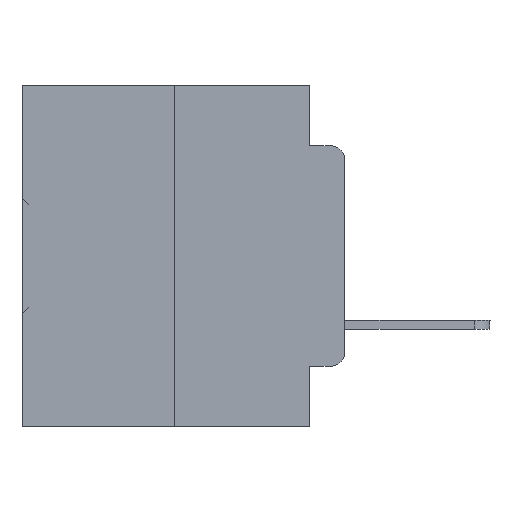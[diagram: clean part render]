
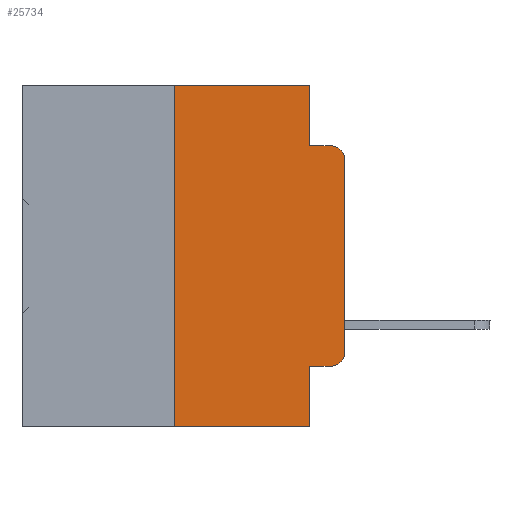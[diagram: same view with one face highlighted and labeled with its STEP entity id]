
A CAD part, left-side view. The second image highlights one B-rep face of the part: STEP entity #25734.
In plain terms, the highlighted planar face has unit normal (-1, 0, 0).
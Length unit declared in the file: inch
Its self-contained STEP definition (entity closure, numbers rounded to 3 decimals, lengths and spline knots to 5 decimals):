
#222 = DIRECTION ( 'NONE',  ( 0., 0., -1. ) ) ;
#301 = DIRECTION ( 'NONE',  ( 0., -1., 0. ) ) ;
#1195 = EDGE_CURVE ( 'NONE', #33928, #14114, #13066, .T. ) ;
#1226 = CARTESIAN_POINT ( 'NONE',  ( 0., 0.051, -0.4115 ) ) ;
#1553 = DIRECTION ( 'NONE',  ( -1., 0., 0. ) ) ;
#1742 = CARTESIAN_POINT ( 'NONE',  ( 0., 0., -0.1085 ) ) ;
#2040 = CARTESIAN_POINT ( 'NONE',  ( 0., 0.051, -0.4115 ) ) ;
#2076 = ORIENTED_EDGE ( 'NONE', *, *, #34999, .F. ) ;
#2232 = DIRECTION ( 'NONE',  ( 0., 0., -1. ) ) ;
#2240 = DIRECTION ( 'NONE',  ( 0., 0., 1. ) ) ;
#2280 = EDGE_CURVE ( 'NONE', #28918, #33928, #19588, .T. ) ;
#2539 = EDGE_CURVE ( 'NONE', #13637, #12257, #6845, .T. ) ;
#3113 = ORIENTED_EDGE ( 'NONE', *, *, #23579, .F. ) ;
#3154 = VERTEX_POINT ( 'NONE', #34534 ) ;
#3628 = CARTESIAN_POINT ( 'NONE',  ( 0., 0.473, 0. ) ) ;
#3780 = EDGE_CURVE ( 'NONE', #36261, #13637, #18601, .T. ) ;
#3974 = CARTESIAN_POINT ( 'NONE',  ( 0., 0.051, 0. ) ) ;
#5476 = EDGE_CURVE ( 'NONE', #12830, #28918, #23079, .T. ) ;
#5853 = CARTESIAN_POINT ( 'NONE',  ( 0., 0.051, 0. ) ) ;
#5964 = CARTESIAN_POINT ( 'NONE',  ( 0., 0.25, 0. ) ) ;
#6756 = CARTESIAN_POINT ( 'NONE',  ( 0., 0.25, -0.5 ) ) ;
#6845 = LINE ( 'NONE', #28407, #26172 ) ;
#7691 = DIRECTION ( 'NONE',  ( 1., 0., 0. ) ) ;
#7809 = EDGE_CURVE ( 'NONE', #29012, #16981, #12714, .T. ) ;
#8167 = EDGE_CURVE ( 'NONE', #14114, #12257, #20197, .T. ) ;
#8444 = AXIS2_PLACEMENT_3D ( 'NONE', #33599, #22272, #11294 ) ;
#9357 = ORIENTED_EDGE ( 'NONE', *, *, #5476, .T. ) ;
#9511 = VECTOR ( 'NONE', #20892, 39.37008 ) ;
#9846 = DIRECTION ( 'NONE',  ( 0., 0., -1. ) ) ;
#10773 = PLANE ( 'NONE',  #34551 ) ;
#10805 = CARTESIAN_POINT ( 'NONE',  ( 0., 0.051, -0.0885 ) ) ;
#10973 = VECTOR ( 'NONE', #20321, 39.37008 ) ;
#11174 = VECTOR ( 'NONE', #27202, 39.37008 ) ;
#11294 = DIRECTION ( 'NONE',  ( 0., 0., -1. ) ) ;
#12089 = ORIENTED_EDGE ( 'NONE', *, *, #7809, .F. ) ;
#12257 = VERTEX_POINT ( 'NONE', #26906 ) ;
#12459 = LINE ( 'NONE', #23863, #36246 ) ;
#12714 = LINE ( 'NONE', #5964, #10973 ) ;
#12830 = VERTEX_POINT ( 'NONE', #1226 ) ;
#13066 = LINE ( 'NONE', #30349, #36017 ) ;
#13623 = ORIENTED_EDGE ( 'NONE', *, *, #8167, .T. ) ;
#13637 = VERTEX_POINT ( 'NONE', #10805 ) ;
#14114 = VERTEX_POINT ( 'NONE', #1742 ) ;
#14585 = CARTESIAN_POINT ( 'NONE',  ( 0., 0.02, -0.4115 ) ) ;
#15353 = DIRECTION ( 'NONE',  ( 0., -1., 0. ) ) ;
#16507 = LINE ( 'NONE', #3974, #9511 ) ;
#16855 = ORIENTED_EDGE ( 'NONE', *, *, #24940, .T. ) ;
#16981 = VERTEX_POINT ( 'NONE', #31914 ) ;
#18598 = CARTESIAN_POINT ( 'NONE',  ( 0., 0.051, 0. ) ) ;
#18601 = LINE ( 'NONE', #5853, #31389 ) ;
#19015 = FACE_OUTER_BOUND ( 'NONE', #21482, .T. ) ;
#19588 = CIRCLE ( 'NONE', #26445, 0.02 ) ;
#20197 = CIRCLE ( 'NONE', #8444, 0.02 ) ;
#20321 = DIRECTION ( 'NONE',  ( 0., 0., 1. ) ) ;
#20390 = ORIENTED_EDGE ( 'NONE', *, *, #2280, .T. ) ;
#20892 = DIRECTION ( 'NONE',  ( 0., 0., -1. ) ) ;
#21171 = CARTESIAN_POINT ( 'NONE',  ( 0., 0.02, -0.3915 ) ) ;
#21482 = EDGE_LOOP ( 'NONE', ( #24443, #13623, #25672, #29484, #2076, #12089, #16855, #3113, #9357, #20390 ) ) ;
#22272 = DIRECTION ( 'NONE',  ( -1., 0., 0. ) ) ;
#23079 = LINE ( 'NONE', #2040, #11174 ) ;
#23579 = EDGE_CURVE ( 'NONE', #12830, #3154, #16507, .T. ) ;
#23863 = CARTESIAN_POINT ( 'NONE',  ( 0., 0.473, -0.5 ) ) ;
#24443 = ORIENTED_EDGE ( 'NONE', *, *, #1195, .T. ) ;
#24940 = EDGE_CURVE ( 'NONE', #29012, #3154, #12459, .T. ) ;
#25672 = ORIENTED_EDGE ( 'NONE', *, *, #2539, .F. ) ;
#25734 = ADVANCED_FACE ( 'NONE', ( #19015 ), #10773, .F. ) ;
#26172 = VECTOR ( 'NONE', #301, 39.37008 ) ;
#26445 = AXIS2_PLACEMENT_3D ( 'NONE', #21171, #1553, #9846 ) ;
#26906 = CARTESIAN_POINT ( 'NONE',  ( 0., 0.02, -0.0885 ) ) ;
#27202 = DIRECTION ( 'NONE',  ( 0., -1., 0. ) ) ;
#28407 = CARTESIAN_POINT ( 'NONE',  ( 0., 0.051, -0.0885 ) ) ;
#28918 = VERTEX_POINT ( 'NONE', #14585 ) ;
#29012 = VERTEX_POINT ( 'NONE', #6756 ) ;
#29484 = ORIENTED_EDGE ( 'NONE', *, *, #3780, .F. ) ;
#30349 = CARTESIAN_POINT ( 'NONE',  ( 0., 0., 0. ) ) ;
#30466 = CARTESIAN_POINT ( 'NONE',  ( 0., 0.473, 0. ) ) ;
#31389 = VECTOR ( 'NONE', #222, 39.37008 ) ;
#31817 = CARTESIAN_POINT ( 'NONE',  ( 0., 0., -0.3915 ) ) ;
#31914 = CARTESIAN_POINT ( 'NONE',  ( 0., 0.25, 0. ) ) ;
#32105 = DIRECTION ( 'NONE',  ( 0., -1., 0. ) ) ;
#33110 = VECTOR ( 'NONE', #32105, 39.37008 ) ;
#33599 = CARTESIAN_POINT ( 'NONE',  ( 0., 0.02, -0.1085 ) ) ;
#33928 = VERTEX_POINT ( 'NONE', #31817 ) ;
#34534 = CARTESIAN_POINT ( 'NONE',  ( 0., 0.051, -0.5 ) ) ;
#34551 = AXIS2_PLACEMENT_3D ( 'NONE', #30466, #7691, #2232 ) ;
#34999 = EDGE_CURVE ( 'NONE', #16981, #36261, #36201, .T. ) ;
#36017 = VECTOR ( 'NONE', #2240, 39.37008 ) ;
#36201 = LINE ( 'NONE', #3628, #33110 ) ;
#36246 = VECTOR ( 'NONE', #15353, 39.37008 ) ;
#36261 = VERTEX_POINT ( 'NONE', #18598 ) ;
